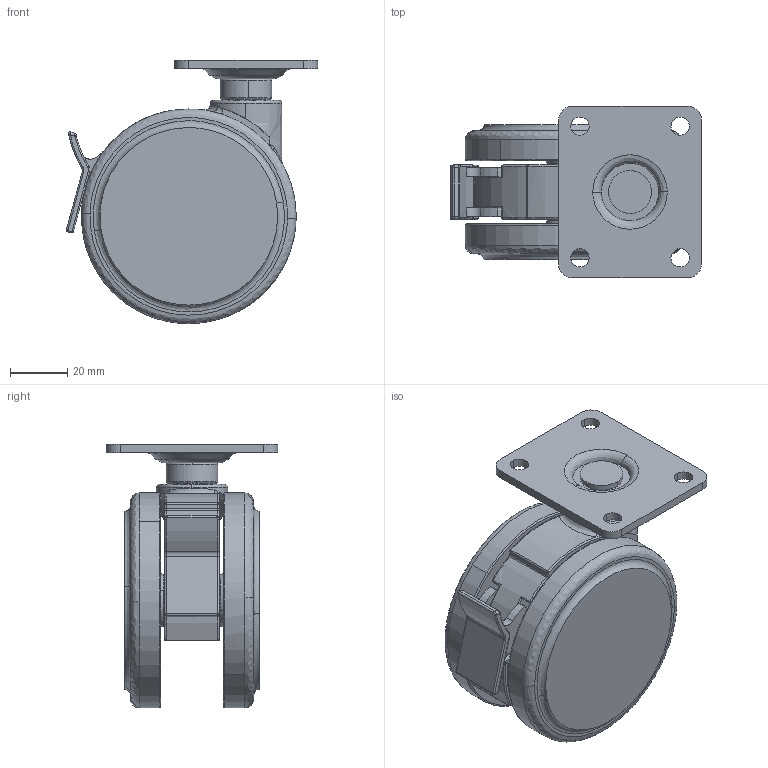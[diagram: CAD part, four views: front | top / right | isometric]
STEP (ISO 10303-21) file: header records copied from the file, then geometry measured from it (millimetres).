
FILE_DESCRIPTION((''),'2;1');
FILE_NAME('','2008-05-01T15:43:26',(''),(''),'','CADfix','');
FILE_SCHEMA(('AUTOMOTIVE_DESIGN { 1 0 10303 214 1 1 1 1 }'));
Length unit declared in the file: millimetre
Bounding box: 87.75 x 60 x 92 mm (x, y, z)
Volume: 164093.1 mm3; surface area: 46030.3 mm2
Topology: 6 solids, 6 shells, 278 faces, 769 edges, 514 vertices
Faces by surface type: bspline 278
Entity records: 12047 total; most frequent: CARTESIAN_POINT 7910, ORIENTED_EDGE 1538, EDGE_CURVE 769, VERTEX_POINT 514, EDGE_LOOP 301, FACE_OUTER_BOUND 278, ADVANCED_FACE 278, QUASI_UNIFORM_CURVE 213
